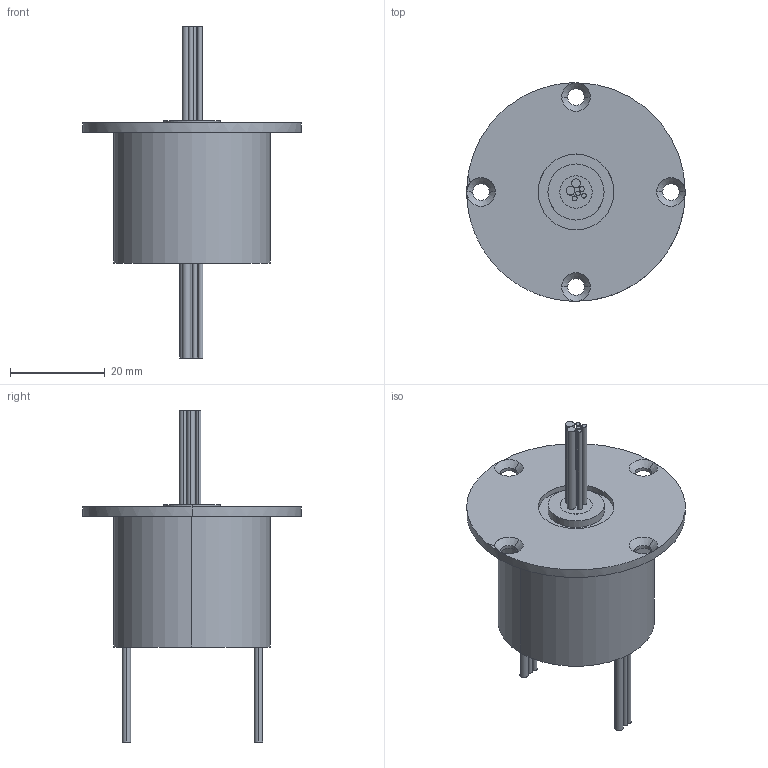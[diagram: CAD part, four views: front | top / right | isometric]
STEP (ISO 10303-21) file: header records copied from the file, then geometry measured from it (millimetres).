
FILE_DESCRIPTION (( 'STEP AP203' ), '1' );
FILE_NAME ('RX00714005.STEP', '2020-07-15T02:45:32', ( '微软用户' ), ( '微软中国' ), 'SwSTEP 2.0', 'SolidWorks 2014', '' );
FILE_SCHEMA (( 'CONFIG_CONTROL_DESIGN' ));
Length unit declared in the file: millimetre
Products named in the file (1): RX00714005
Bounding box: 46 x 46 x 69.9 mm (x, y, z)
Volume: 26982.6 mm3; surface area: 7562 mm2
Topology: 7 solids, 7 shells, 80 faces, 158 edges, 100 vertices
Faces by surface type: cylinder 44, plane 28, cone 8
Entity records: 2175 total; most frequent: DIRECTION 420, CARTESIAN_POINT 339, ORIENTED_EDGE 316, AXIS2_PLACEMENT_3D 181, EDGE_CURVE 158, CIRCLE 100, VERTEX_POINT 100, EDGE_LOOP 96
